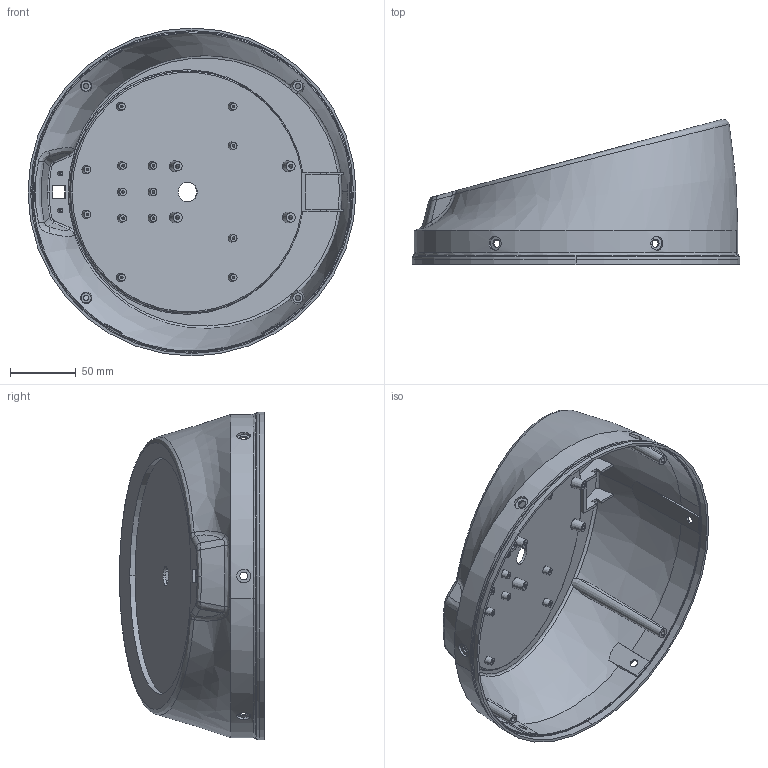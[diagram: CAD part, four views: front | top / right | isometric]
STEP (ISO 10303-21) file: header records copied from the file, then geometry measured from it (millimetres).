
FILE_DESCRIPTION (( 'STEP AP203' ), '1' );
FILE_NAME ('yeni C113CA-C111DA-YüzSil11.STEP', '2022-10-14T06:21:30', ( '' ), ( '' ), 'SwSTEP 2.0', 'SolidWorks 2019', '' );
FILE_SCHEMA (( 'CONFIG_CONTROL_DESIGN' ));
Length unit declared in the file: millimetre
Products named in the file (1): yeni C113CA-C111DA-YüzSil11
Bounding box: 249.28 x 110.15 x 249.28 mm (x, y, z)
Volume: 217437.7 mm3; surface area: 216737.3 mm2
Topology: 1 solids, 1 shells, 334 faces, 796 edges, 511 vertices
Faces by surface type: plane 122, cylinder 90, bspline 63, cone 48, torus 11
Entity records: 20979 total; most frequent: CARTESIAN_POINT 13601, ORIENTED_EDGE 1592, DIRECTION 1364, EDGE_CURVE 796, AXIS2_PLACEMENT_3D 548, VERTEX_POINT 511, EDGE_LOOP 405, ADVANCED_FACE 334
